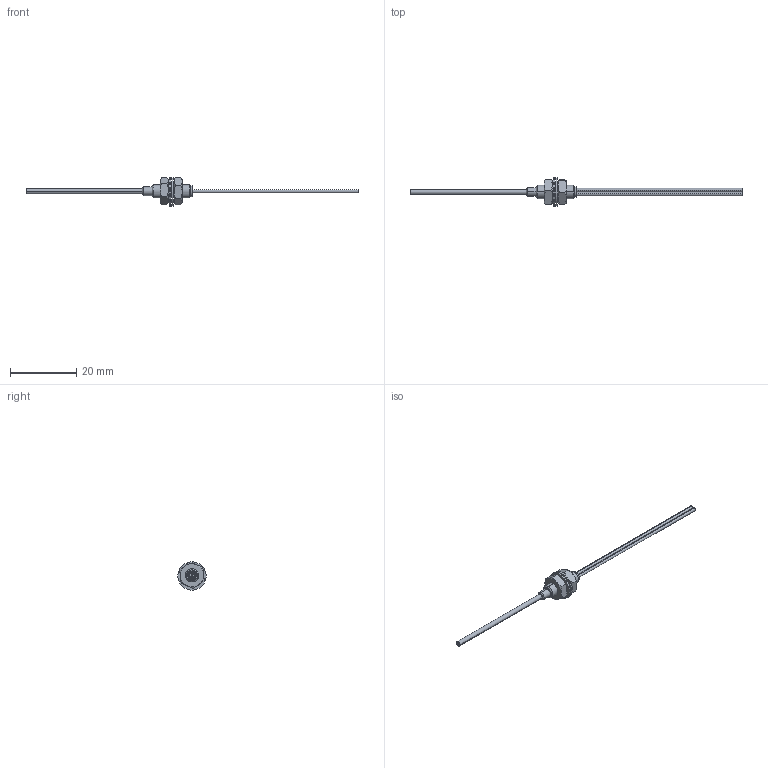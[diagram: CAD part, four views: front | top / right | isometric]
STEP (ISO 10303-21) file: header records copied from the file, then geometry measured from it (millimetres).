
FILE_DESCRIPTION (( 'STEP AP214' ), '1' );
FILE_NAME ('GPF-D007.STEP', '2017-11-17T21:25:26', ( '' ), ( '' ), 'SwSTEP 2.0', 'SolidWorks 2018', '' );
FILE_SCHEMA (( 'AUTOMOTIVE_DESIGN' ));
Length unit declared in the file: millimetre
Products named in the file (7): GPF-D007; GPF-D007_HEAD; M4_NUT; GPF-D007_STAINLESS TUBE; GPF-D007_LENS; M4_WASHER; GPF-D007_FIBER
Assembly tree (10 placements, depth 2):
  GPF-D007
    GPF-D007_HEAD
    GPF-D007_FIBER  x2
    GPF-D007_LENS  x2
    M4_NUT  x2
    M4_WASHER  x2
    GPF-D007_STAINLESS TUBE
Bounding box: 100 x 8.5 x 8.5 mm (x, y, z)
Volume: 484.3 mm3; surface area: 1178.1 mm2
Topology: 10 solids, 10 shells, 88 faces, 172 edges, 110 vertices
Faces by surface type: plane 38, cylinder 36, cone 14
Entity records: 1952 total; most frequent: CARTESIAN_POINT 371, DIRECTION 312, ORIENTED_EDGE 232, AXIS2_PLACEMENT_3D 135, EDGE_CURVE 116, VERTEX_POINT 74, EDGE_LOOP 70, CIRCLE 62
